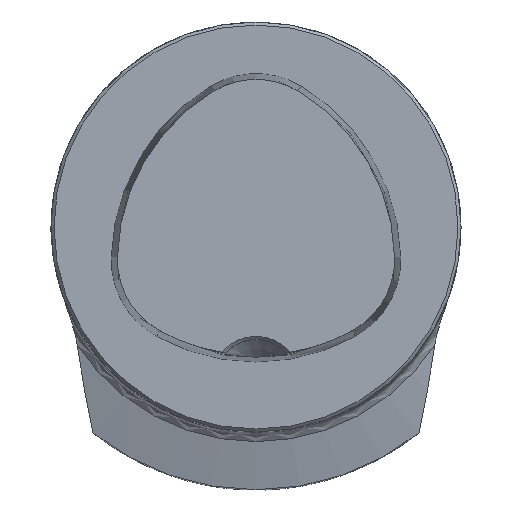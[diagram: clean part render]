
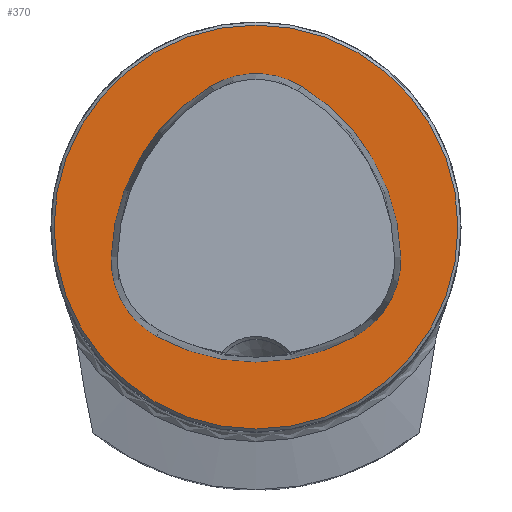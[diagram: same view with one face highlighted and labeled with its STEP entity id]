
A CAD part, top view. The second image highlights one B-rep face of the part: STEP entity #370.
In plain terms, the highlighted planar face has unit normal (0, 0, 1).
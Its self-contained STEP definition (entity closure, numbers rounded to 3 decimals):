
#150=FACE_BOUND('',#662,.T.);
#151=FACE_BOUND('',#663,.T.);
#287=CIRCLE('',#2310,20.063);
#289=CIRCLE('',#2313,20.063);
#290=CIRCLE('',#2314,8.563);
#291=CIRCLE('',#2315,20.063);
#292=CIRCLE('',#2316,8.563);
#293=CIRCLE('',#2317,8.563);
#294=CIRCLE('',#2318,19.7);
#370=ADVANCED_FACE('CU_FL_N1_SU_1',(#150,#151),#491,.T.);
#491=PLANE('',#2319);
#662=EDGE_LOOP('',(#947,#948,#949,#950,#951,#952));
#663=EDGE_LOOP('',(#953));
#947=ORIENTED_EDGE('',*,*,#1753,.F.);
#948=ORIENTED_EDGE('',*,*,#1754,.F.);
#949=ORIENTED_EDGE('',*,*,#1755,.F.);
#950=ORIENTED_EDGE('',*,*,#1756,.F.);
#951=ORIENTED_EDGE('',*,*,#1750,.F.);
#952=ORIENTED_EDGE('',*,*,#1757,.F.);
#953=ORIENTED_EDGE('',*,*,#1758,.T.);
#1538=VERTEX_POINT('',#3662);
#1539=VERTEX_POINT('',#3664);
#1541=VERTEX_POINT('',#3670);
#1542=VERTEX_POINT('',#3671);
#1543=VERTEX_POINT('',#3673);
#1544=VERTEX_POINT('',#3675);
#1545=VERTEX_POINT('',#3679);
#1750=EDGE_CURVE('',#1538,#1539,#287,.T.);
#1753=EDGE_CURVE('',#1541,#1542,#289,.T.);
#1754=EDGE_CURVE('',#1543,#1541,#290,.T.);
#1755=EDGE_CURVE('',#1544,#1543,#291,.T.);
#1756=EDGE_CURVE('',#1539,#1544,#292,.T.);
#1757=EDGE_CURVE('',#1542,#1538,#293,.T.);
#1758=EDGE_CURVE('',#1545,#1545,#294,.T.);
#2310=AXIS2_PLACEMENT_3D('',#3663,#2638,#2639);
#2313=AXIS2_PLACEMENT_3D('',#3669,#2645,#2646);
#2314=AXIS2_PLACEMENT_3D('',#3672,#2647,#2648);
#2315=AXIS2_PLACEMENT_3D('',#3674,#2649,#2650);
#2316=AXIS2_PLACEMENT_3D('',#3676,#2651,#2652);
#2317=AXIS2_PLACEMENT_3D('',#3677,#2653,#2654);
#2318=AXIS2_PLACEMENT_3D('',#3678,#2655,#2656);
#2319=AXIS2_PLACEMENT_3D('',#3680,#2657,#2658);
#2638=DIRECTION('',(0.,0.,1.));
#2639=DIRECTION('',(1.,0.,0.));
#2645=DIRECTION('',(0.,0.,1.));
#2646=DIRECTION('',(1.,0.,0.));
#2647=DIRECTION('',(0.,0.,1.));
#2648=DIRECTION('',(1.,0.,0.));
#2649=DIRECTION('',(0.,0.,1.));
#2650=DIRECTION('',(1.,0.,0.));
#2651=DIRECTION('',(0.,0.,1.));
#2652=DIRECTION('',(1.,0.,0.));
#2653=DIRECTION('',(0.,0.,1.));
#2654=DIRECTION('',(1.,0.,0.));
#2655=DIRECTION('',(0.,0.,1.));
#2656=DIRECTION('',(1.,0.,0.));
#2657=DIRECTION('',(0.,0.,1.));
#2658=DIRECTION('',(1.,0.,0.));
#3662=CARTESIAN_POINT('',(-9.704,-10.66,0.));
#3663=CARTESIAN_POINT('',(0.,6.9,0.));
#3664=CARTESIAN_POINT('',(9.704,-10.66,0.));
#3669=CARTESIAN_POINT('',(5.934,-3.451,0.));
#3670=CARTESIAN_POINT('',(-4.418,13.735,0.));
#3671=CARTESIAN_POINT('',(-14.123,-2.953,0.));
#3672=CARTESIAN_POINT('',(0.,6.4,0.));
#3673=CARTESIAN_POINT('',(4.418,13.735,0.));
#3674=CARTESIAN_POINT('',(-5.934,-3.451,0.));
#3675=CARTESIAN_POINT('',(14.123,-2.953,0.));
#3676=CARTESIAN_POINT('',(5.562,-3.165,0.));
#3677=CARTESIAN_POINT('',(-5.562,-3.165,0.));
#3678=CARTESIAN_POINT('',(0.,0.,0.));
#3679=CARTESIAN_POINT('',(19.7,0.,0.));
#3680=CARTESIAN_POINT('',(0.,0.,0.));
